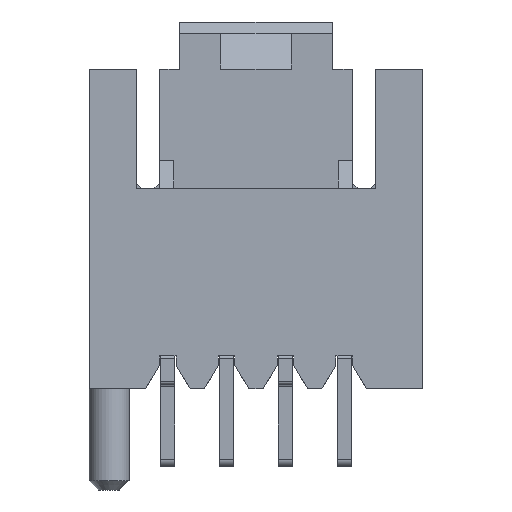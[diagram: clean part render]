
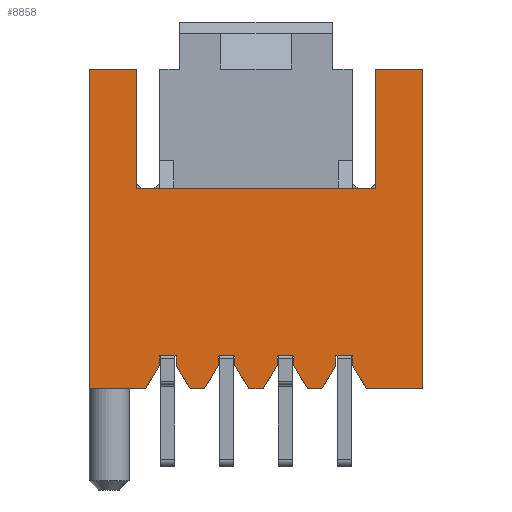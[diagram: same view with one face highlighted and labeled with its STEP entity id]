
A CAD part, front view. The second image highlights one B-rep face of the part: STEP entity #8858.
In plain terms, the highlighted face is planar.
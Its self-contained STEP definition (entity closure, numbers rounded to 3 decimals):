
#744=ORIENTED_EDGE('',*,*,#2644,.T.);
#745=ORIENTED_EDGE('',*,*,#2645,.T.);
#746=ORIENTED_EDGE('',*,*,#2646,.F.);
#747=ORIENTED_EDGE('',*,*,#2642,.T.);
#748=ORIENTED_EDGE('',*,*,#2647,.T.);
#749=ORIENTED_EDGE('',*,*,#2648,.T.);
#750=ORIENTED_EDGE('',*,*,#2649,.T.);
#751=ORIENTED_EDGE('',*,*,#2650,.T.);
#752=ORIENTED_EDGE('',*,*,#2651,.T.);
#753=ORIENTED_EDGE('',*,*,#2652,.F.);
#754=ORIENTED_EDGE('',*,*,#2653,.F.);
#755=ORIENTED_EDGE('',*,*,#2654,.T.);
#756=ORIENTED_EDGE('',*,*,#2655,.T.);
#757=ORIENTED_EDGE('',*,*,#2343,.T.);
#758=ORIENTED_EDGE('',*,*,#2581,.T.);
#759=ORIENTED_EDGE('',*,*,#2656,.T.);
#760=ORIENTED_EDGE('',*,*,#2657,.F.);
#761=ORIENTED_EDGE('',*,*,#2658,.T.);
#762=ORIENTED_EDGE('',*,*,#2659,.T.);
#763=ORIENTED_EDGE('',*,*,#2335,.T.);
#764=ORIENTED_EDGE('',*,*,#2660,.T.);
#765=ORIENTED_EDGE('',*,*,#2661,.T.);
#766=ORIENTED_EDGE('',*,*,#2662,.F.);
#767=ORIENTED_EDGE('',*,*,#2663,.T.);
#768=ORIENTED_EDGE('',*,*,#2664,.T.);
#769=ORIENTED_EDGE('',*,*,#2327,.T.);
#770=ORIENTED_EDGE('',*,*,#2665,.T.);
#771=ORIENTED_EDGE('',*,*,#2666,.T.);
#772=ORIENTED_EDGE('',*,*,#2667,.F.);
#773=ORIENTED_EDGE('',*,*,#2668,.T.);
#774=ORIENTED_EDGE('',*,*,#2669,.T.);
#775=ORIENTED_EDGE('',*,*,#2311,.T.);
#2311=EDGE_CURVE('',#3310,#3309,#3974,.T.);
#2327=EDGE_CURVE('',#3326,#3325,#3990,.T.);
#2335=EDGE_CURVE('',#3334,#3333,#3998,.T.);
#2343=EDGE_CURVE('',#3342,#3341,#4006,.T.);
#2581=EDGE_CURVE('',#3341,#3539,#4240,.T.);
#2642=EDGE_CURVE('',#3580,#3579,#4301,.T.);
#2644=EDGE_CURVE('',#3309,#3581,#4303,.T.);
#2645=EDGE_CURVE('',#3581,#3582,#4304,.T.);
#2646=EDGE_CURVE('',#3580,#3582,#4305,.T.);
#2647=EDGE_CURVE('',#3579,#3583,#4306,.T.);
#2648=EDGE_CURVE('',#3583,#3584,#4307,.T.);
#2649=EDGE_CURVE('',#3584,#3585,#4308,.T.);
#2650=EDGE_CURVE('',#3585,#3586,#4309,.T.);
#2651=EDGE_CURVE('',#3586,#3587,#4310,.T.);
#2652=EDGE_CURVE('',#3588,#3587,#4311,.T.);
#2653=EDGE_CURVE('',#3589,#3588,#4312,.T.);
#2654=EDGE_CURVE('',#3589,#3590,#4313,.T.);
#2655=EDGE_CURVE('',#3590,#3342,#4314,.T.);
#2656=EDGE_CURVE('',#3539,#3591,#4315,.T.);
#2657=EDGE_CURVE('',#3592,#3591,#4316,.T.);
#2658=EDGE_CURVE('',#3592,#3593,#4317,.T.);
#2659=EDGE_CURVE('',#3593,#3334,#4318,.T.);
#2660=EDGE_CURVE('',#3333,#3594,#4319,.T.);
#2661=EDGE_CURVE('',#3594,#3595,#4320,.T.);
#2662=EDGE_CURVE('',#3596,#3595,#4321,.T.);
#2663=EDGE_CURVE('',#3596,#3597,#4322,.T.);
#2664=EDGE_CURVE('',#3597,#3326,#4323,.T.);
#2665=EDGE_CURVE('',#3325,#3598,#4324,.T.);
#2666=EDGE_CURVE('',#3598,#3599,#4325,.T.);
#2667=EDGE_CURVE('',#3600,#3599,#4326,.T.);
#2668=EDGE_CURVE('',#3600,#3601,#4327,.T.);
#2669=EDGE_CURVE('',#3601,#3310,#4328,.T.);
#3309=VERTEX_POINT('',#11477);
#3310=VERTEX_POINT('',#11479);
#3325=VERTEX_POINT('',#11511);
#3326=VERTEX_POINT('',#11513);
#3333=VERTEX_POINT('',#11528);
#3334=VERTEX_POINT('',#11530);
#3341=VERTEX_POINT('',#11545);
#3342=VERTEX_POINT('',#11547);
#3539=VERTEX_POINT('',#12040);
#3579=VERTEX_POINT('',#12161);
#3580=VERTEX_POINT('',#12163);
#3581=VERTEX_POINT('',#12167);
#3582=VERTEX_POINT('',#12169);
#3583=VERTEX_POINT('',#12172);
#3584=VERTEX_POINT('',#12174);
#3585=VERTEX_POINT('',#12176);
#3586=VERTEX_POINT('',#12178);
#3587=VERTEX_POINT('',#12180);
#3588=VERTEX_POINT('',#12182);
#3589=VERTEX_POINT('',#12184);
#3590=VERTEX_POINT('',#12186);
#3591=VERTEX_POINT('',#12189);
#3592=VERTEX_POINT('',#12191);
#3593=VERTEX_POINT('',#12193);
#3594=VERTEX_POINT('',#12196);
#3595=VERTEX_POINT('',#12198);
#3596=VERTEX_POINT('',#12200);
#3597=VERTEX_POINT('',#12202);
#3598=VERTEX_POINT('',#12205);
#3599=VERTEX_POINT('',#12207);
#3600=VERTEX_POINT('',#12209);
#3601=VERTEX_POINT('',#12211);
#3974=LINE('',#11478,#4778);
#3990=LINE('',#11512,#4794);
#3998=LINE('',#11529,#4802);
#4006=LINE('',#11546,#4810);
#4240=LINE('',#12041,#5044);
#4301=LINE('',#12162,#5105);
#4303=LINE('',#12166,#5107);
#4304=LINE('',#12168,#5108);
#4305=LINE('',#12170,#5109);
#4306=LINE('',#12171,#5110);
#4307=LINE('',#12173,#5111);
#4308=LINE('',#12175,#5112);
#4309=LINE('',#12177,#5113);
#4310=LINE('',#12179,#5114);
#4311=LINE('',#12181,#5115);
#4312=LINE('',#12183,#5116);
#4313=LINE('',#12185,#5117);
#4314=LINE('',#12187,#5118);
#4315=LINE('',#12188,#5119);
#4316=LINE('',#12190,#5120);
#4317=LINE('',#12192,#5121);
#4318=LINE('',#12194,#5122);
#4319=LINE('',#12195,#5123);
#4320=LINE('',#12197,#5124);
#4321=LINE('',#12199,#5125);
#4322=LINE('',#12201,#5126);
#4323=LINE('',#12203,#5127);
#4324=LINE('',#12204,#5128);
#4325=LINE('',#12206,#5129);
#4326=LINE('',#12208,#5130);
#4327=LINE('',#12210,#5131);
#4328=LINE('',#12212,#5132);
#4778=VECTOR('',#9635,1000.);
#4794=VECTOR('',#9655,1000.);
#4802=VECTOR('',#9665,1000.);
#4810=VECTOR('',#9675,1000.);
#5044=VECTOR('',#10027,1000.);
#5105=VECTOR('',#10128,1000.);
#5107=VECTOR('',#10132,1000.);
#5108=VECTOR('',#10133,1000.);
#5109=VECTOR('',#10134,1000.);
#5110=VECTOR('',#10135,1000.);
#5111=VECTOR('',#10136,1000.);
#5112=VECTOR('',#10137,1000.);
#5113=VECTOR('',#10138,1000.);
#5114=VECTOR('',#10139,1000.);
#5115=VECTOR('',#10140,1000.);
#5116=VECTOR('',#10141,1000.);
#5117=VECTOR('',#10142,1000.);
#5118=VECTOR('',#10143,1000.);
#5119=VECTOR('',#10144,1000.);
#5120=VECTOR('',#10145,1000.);
#5121=VECTOR('',#10146,1000.);
#5122=VECTOR('',#10147,1000.);
#5123=VECTOR('',#10148,1000.);
#5124=VECTOR('',#10149,1000.);
#5125=VECTOR('',#10150,1000.);
#5126=VECTOR('',#10151,1000.);
#5127=VECTOR('',#10152,1000.);
#5128=VECTOR('',#10153,1000.);
#5129=VECTOR('',#10154,1000.);
#5130=VECTOR('',#10155,1000.);
#5131=VECTOR('',#10156,1000.);
#5132=VECTOR('',#10157,1000.);
#5671=EDGE_LOOP('',(#744,#745,#746,#747,#748,#749,#750,#751,#752,#753,#754,
#755,#756,#757,#758,#759,#760,#761,#762,#763,#764,#765,#766,#767,#768,#769,
#770,#771,#772,#773,#774,#775));
#6008=FACE_BOUND('',#5671,.T.);
#6333=PLANE('',#9195);
#8858=ADVANCED_FACE('',(#6008),#6333,.F.);
#9195=AXIS2_PLACEMENT_3D('',#12165,#10130,#10131);
#9635=DIRECTION('',(1.,0.,0.));
#9655=DIRECTION('',(1.,0.,0.));
#9665=DIRECTION('',(1.,0.,0.));
#9675=DIRECTION('',(1.,0.,0.));
#10027=DIRECTION('',(0.,1.,0.));
#10128=DIRECTION('',(0.,-1.,0.));
#10130=DIRECTION('',(0.,0.,1.));
#10131=DIRECTION('',(1.,0.,0.));
#10132=DIRECTION('',(0.,1.,0.));
#10133=DIRECTION('',(0.514,0.857,0.));
#10134=DIRECTION('',(-1.,0.,0.));
#10135=DIRECTION('',(-1.,0.,0.));
#10136=DIRECTION('',(0.,1.,0.));
#10137=DIRECTION('',(-1.,0.,0.));
#10138=DIRECTION('',(0.,-1.,0.));
#10139=DIRECTION('',(-1.,0.,0.));
#10140=DIRECTION('',(0.,-1.,0.));
#10141=DIRECTION('',(-1.,0.,0.));
#10142=DIRECTION('',(0.514,-0.857,0.));
#10143=DIRECTION('',(0.,-1.,0.));
#10144=DIRECTION('',(0.514,0.857,0.));
#10145=DIRECTION('',(-1.,0.,0.));
#10146=DIRECTION('',(0.514,-0.857,0.));
#10147=DIRECTION('',(0.,-1.,0.));
#10148=DIRECTION('',(0.,1.,0.));
#10149=DIRECTION('',(0.514,0.857,0.));
#10150=DIRECTION('',(-1.,0.,0.));
#10151=DIRECTION('',(0.514,-0.857,0.));
#10152=DIRECTION('',(0.,-1.,0.));
#10153=DIRECTION('',(0.,1.,0.));
#10154=DIRECTION('',(0.514,0.857,0.));
#10155=DIRECTION('',(-1.,0.,0.));
#10156=DIRECTION('',(0.514,-0.857,0.));
#10157=DIRECTION('',(0.,-1.,0.));
#11477=CARTESIAN_POINT('',(4.1,12.2,-4.6));
#11478=CARTESIAN_POINT('',(3.4,12.2,-4.6));
#11479=CARTESIAN_POINT('',(3.4,12.2,-4.6));
#11511=CARTESIAN_POINT('',(1.6,12.2,-4.6));
#11512=CARTESIAN_POINT('',(0.9,12.2,-4.6));
#11513=CARTESIAN_POINT('',(0.9,12.2,-4.6));
#11528=CARTESIAN_POINT('',(-0.9,12.2,-4.6));
#11529=CARTESIAN_POINT('',(-1.6,12.2,-4.6));
#11530=CARTESIAN_POINT('',(-1.6,12.2,-4.6));
#11545=CARTESIAN_POINT('',(-3.4,12.2,-4.6));
#11546=CARTESIAN_POINT('',(-4.1,12.2,-4.6));
#11547=CARTESIAN_POINT('',(-4.1,12.2,-4.6));
#12040=CARTESIAN_POINT('',(-3.4,12.6,-4.6));
#12041=CARTESIAN_POINT('',(-3.4,12.2,-4.6));
#12161=CARTESIAN_POINT('',(7.1,0.,-4.6));
#12162=CARTESIAN_POINT('',(7.1,13.6,-4.6));
#12163=CARTESIAN_POINT('',(7.1,13.6,-4.6));
#12165=CARTESIAN_POINT('',(7.1,13.6,-4.6));
#12166=CARTESIAN_POINT('',(4.1,12.2,-4.6));
#12167=CARTESIAN_POINT('',(4.1,12.6,-4.6));
#12168=CARTESIAN_POINT('',(4.1,12.6,-4.6));
#12169=CARTESIAN_POINT('',(4.7,13.6,-4.6));
#12170=CARTESIAN_POINT('',(7.1,13.6,-4.6));
#12171=CARTESIAN_POINT('',(7.1,0.,-4.6));
#12172=CARTESIAN_POINT('',(5.1,0.,-4.6));
#12173=CARTESIAN_POINT('',(5.1,0.,-4.6));
#12174=CARTESIAN_POINT('',(5.1,5.1,-4.6));
#12175=CARTESIAN_POINT('',(5.1,5.1,-4.6));
#12176=CARTESIAN_POINT('',(-5.1,5.1,-4.6));
#12177=CARTESIAN_POINT('',(-5.1,5.1,-4.6));
#12178=CARTESIAN_POINT('',(-5.1,0.,-4.6));
#12179=CARTESIAN_POINT('',(7.1,0.,-4.6));
#12180=CARTESIAN_POINT('',(-7.1,0.,-4.6));
#12181=CARTESIAN_POINT('',(-7.1,13.6,-4.6));
#12182=CARTESIAN_POINT('',(-7.1,13.6,-4.6));
#12183=CARTESIAN_POINT('',(7.1,13.6,-4.6));
#12184=CARTESIAN_POINT('',(-4.7,13.6,-4.6));
#12185=CARTESIAN_POINT('',(-4.7,13.6,-4.6));
#12186=CARTESIAN_POINT('',(-4.1,12.6,-4.6));
#12187=CARTESIAN_POINT('',(-4.1,12.6,-4.6));
#12188=CARTESIAN_POINT('',(-3.4,12.6,-4.6));
#12189=CARTESIAN_POINT('',(-2.8,13.6,-4.6));
#12190=CARTESIAN_POINT('',(7.1,13.6,-4.6));
#12191=CARTESIAN_POINT('',(-2.2,13.6,-4.6));
#12192=CARTESIAN_POINT('',(-2.2,13.6,-4.6));
#12193=CARTESIAN_POINT('',(-1.6,12.6,-4.6));
#12194=CARTESIAN_POINT('',(-1.6,12.6,-4.6));
#12195=CARTESIAN_POINT('',(-0.9,12.2,-4.6));
#12196=CARTESIAN_POINT('',(-0.9,12.6,-4.6));
#12197=CARTESIAN_POINT('',(-0.9,12.6,-4.6));
#12198=CARTESIAN_POINT('',(-0.3,13.6,-4.6));
#12199=CARTESIAN_POINT('',(7.1,13.6,-4.6));
#12200=CARTESIAN_POINT('',(0.3,13.6,-4.6));
#12201=CARTESIAN_POINT('',(0.3,13.6,-4.6));
#12202=CARTESIAN_POINT('',(0.9,12.6,-4.6));
#12203=CARTESIAN_POINT('',(0.9,12.6,-4.6));
#12204=CARTESIAN_POINT('',(1.6,12.2,-4.6));
#12205=CARTESIAN_POINT('',(1.6,12.6,-4.6));
#12206=CARTESIAN_POINT('',(1.6,12.6,-4.6));
#12207=CARTESIAN_POINT('',(2.2,13.6,-4.6));
#12208=CARTESIAN_POINT('',(7.1,13.6,-4.6));
#12209=CARTESIAN_POINT('',(2.8,13.6,-4.6));
#12210=CARTESIAN_POINT('',(2.8,13.6,-4.6));
#12211=CARTESIAN_POINT('',(3.4,12.6,-4.6));
#12212=CARTESIAN_POINT('',(3.4,12.6,-4.6));
